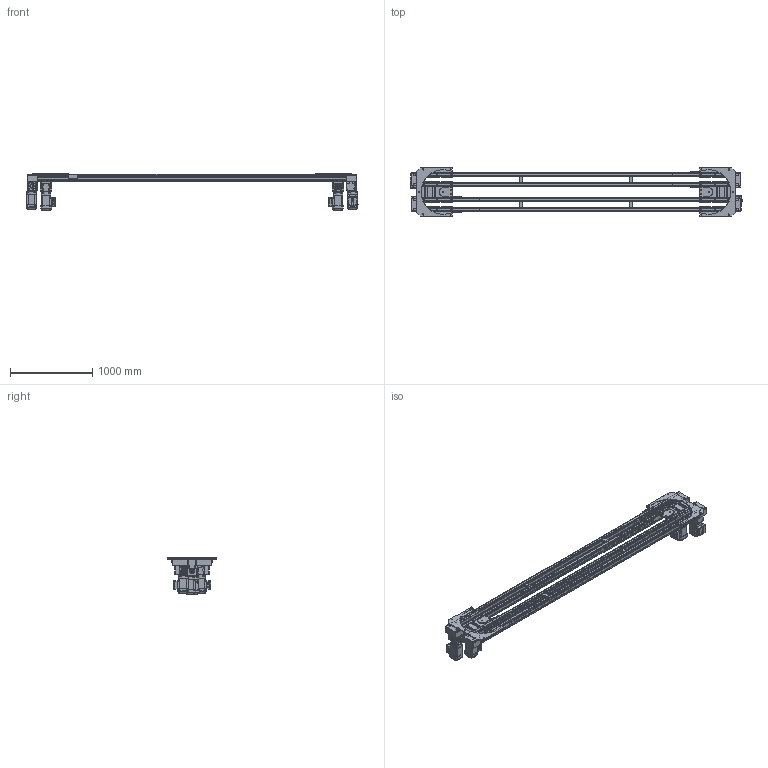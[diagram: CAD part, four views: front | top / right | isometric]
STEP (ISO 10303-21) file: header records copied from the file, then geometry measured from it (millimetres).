
FILE_DESCRIPTION(('STEP AP203'),'1');
FILE_NAME('Hippodrome 4000 palette 200.stp','2025-07-21T10:13:44',(' '),(' '),'Spatial InterOp 3D',' ',' ');
FILE_SCHEMA(('CONFIG_CONTROL_DESIGN'));
Length unit declared in the file: millimetre
Products named in the file (1): Hippodrome 4000 palette 200
Bounding box: 4027.82 x 586 x 448.42 mm (x, y, z)
Surface area: 9967434.4 mm2 (no closed solid volume)
Topology: 0 solids, 315 shells, 2832 faces, 11070 edges, 8275 vertices
Faces by surface type: plane 1824, cylinder 716, cone 146, bspline 134, sphere 8, torus 4
Full cylindrical faces by diameter (mm): 6 x12, 6.6 x15, 7.5 x8, 8 x8, 8.5 x8, 10 x16, 11 x8, 11.34 x16, 13 x32, 15 x16, 16 x8, 20 x4, 24 x1, 26 x4, 28 x4, 30 x6, 117 x4
Entity records: 127198 total; most frequent: CARTESIAN_POINT 36230, DIRECTION 18832, ORIENTED_EDGE 16562, EDGE_CURVE 10840, VERTEX_POINT 8245, LINE 7034, VECTOR 7034, AXIS2_PLACEMENT_3D 5899
